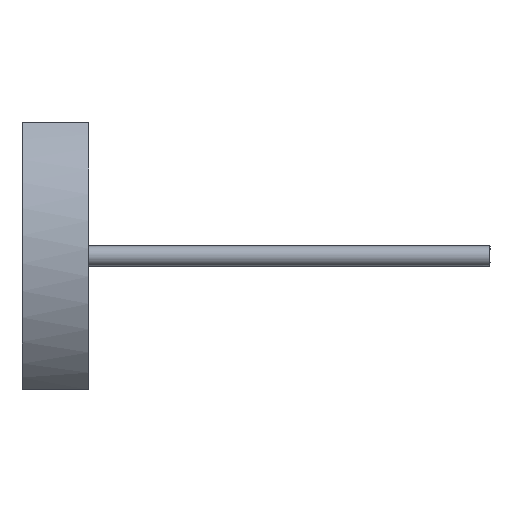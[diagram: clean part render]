
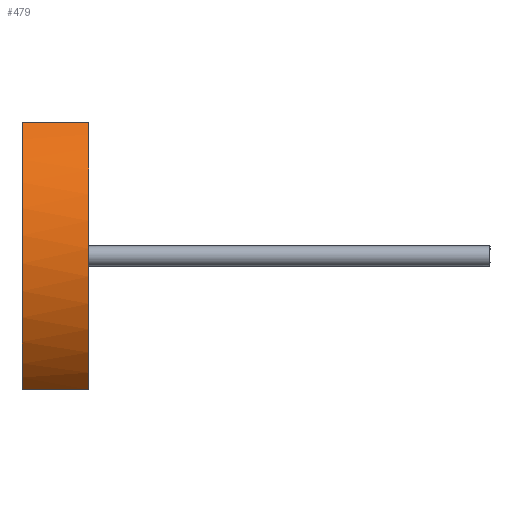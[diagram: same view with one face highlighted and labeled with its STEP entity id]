
A CAD part, left-side view. The second image highlights one B-rep face of the part: STEP entity #479.
In plain terms, the highlighted free-form (B-spline) face has degree [2, 1] with [3, 2] control points.
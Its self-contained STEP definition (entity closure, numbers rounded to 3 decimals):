
#479 = ADVANCED_FACE('',(#480),#512,.T.);
#480 = FACE_BOUND('',#481,.T.);
#481 = EDGE_LOOP('',(#482,#491,#499,#506));
#482 = ORIENTED_EDGE('',*,*,#483,.F.);
#483 = EDGE_CURVE('',#484,#486,#488,.T.);
#484 = VERTEX_POINT('',#485);
#485 = CARTESIAN_POINT('',(-2.625,-1.488,
    2.976));
#486 = VERTEX_POINT('',#487);
#487 = CARTESIAN_POINT('',(-2.625,0.,
    2.976));
#488 = B_SPLINE_CURVE_WITH_KNOTS('',1,(#489,#490),.UNSPECIFIED.,.F.,.F.,
  (2,2),(0.,1.5),.PIECEWISE_BEZIER_KNOTS.);
#489 = CARTESIAN_POINT('',(-2.625,-1.488,
    2.976));
#490 = CARTESIAN_POINT('',(-2.625,0.,2.976));
#491 = ORIENTED_EDGE('',*,*,#492,.F.);
#492 = EDGE_CURVE('',#493,#484,#495,.T.);
#493 = VERTEX_POINT('',#494);
#494 = CARTESIAN_POINT('',(-2.625,-1.488,
    -2.976));
#495 = ( BOUNDED_CURVE() B_SPLINE_CURVE(2,(#496,#497,#498),
.UNSPECIFIED.,.F.,.F.) B_SPLINE_CURVE_WITH_KNOTS((3,3),(
0.,1.696),.PIECEWISE_BEZIER_KNOTS.) CURVE() 
GEOMETRIC_REPRESENTATION_ITEM() RATIONAL_B_SPLINE_CURVE((1.,
0.661,1.)) REPRESENTATION_ITEM('') );
#496 = CARTESIAN_POINT('',(-2.625,-1.488,
    -2.976));
#497 = CARTESIAN_POINT('',(-5.999,-1.488,
    0.));
#498 = CARTESIAN_POINT('',(-2.625,-1.488,
    2.976));
#499 = ORIENTED_EDGE('',*,*,#500,.F.);
#500 = EDGE_CURVE('',#501,#493,#503,.T.);
#501 = VERTEX_POINT('',#502);
#502 = CARTESIAN_POINT('',(-2.625,0.,
    -2.976));
#503 = B_SPLINE_CURVE_WITH_KNOTS('',1,(#504,#505),.UNSPECIFIED.,.F.,.F.,
  (2,2),(0.,1.5),.PIECEWISE_BEZIER_KNOTS.);
#504 = CARTESIAN_POINT('',(-2.625,0.,-2.976));
#505 = CARTESIAN_POINT('',(-2.625,-1.488,
    -2.976));
#506 = ORIENTED_EDGE('',*,*,#507,.F.);
#507 = EDGE_CURVE('',#486,#501,#508,.T.);
#508 = ( BOUNDED_CURVE() B_SPLINE_CURVE(2,(#509,#510,#511),
.UNSPECIFIED.,.F.,.F.) B_SPLINE_CURVE_WITH_KNOTS((3,3),(
0.,1.696),.PIECEWISE_BEZIER_KNOTS.) CURVE() 
GEOMETRIC_REPRESENTATION_ITEM() RATIONAL_B_SPLINE_CURVE((1.,
0.661,1.)) REPRESENTATION_ITEM('') );
#509 = CARTESIAN_POINT('',(-2.625,0.,
    2.976));
#510 = CARTESIAN_POINT('',(-5.999,0.,
    0.));
#511 = CARTESIAN_POINT('',(-2.625,0.,
    -2.976));
#512 = ( BOUNDED_SURFACE() B_SPLINE_SURFACE(2,1,(
    (#513,#514)
    ,(#515,#516)
,(#517,#518
    )),.UNSPECIFIED.,.F.,.F.,.F.) B_SPLINE_SURFACE_WITH_KNOTS((3,3),(2,2
    ),(0.723,2.419),(0.,1.5),.PIECEWISE_BEZIER_KNOTS.) 
GEOMETRIC_REPRESENTATION_ITEM() RATIONAL_B_SPLINE_SURFACE((
    (1.,1.)
    ,(0.661,0.661)
,(1.,1.))) REPRESENTATION_ITEM('') SURFACE() );
#513 = CARTESIAN_POINT('',(-2.625,-1.488,
    2.976));
#514 = CARTESIAN_POINT('',(-2.625,0.,
    2.976));
#515 = CARTESIAN_POINT('',(-5.999,-1.488,
    0.));
#516 = CARTESIAN_POINT('',(-5.999,0.,
    0.));
#517 = CARTESIAN_POINT('',(-2.625,-1.488,
    -2.976));
#518 = CARTESIAN_POINT('',(-2.625,0.,
    -2.976));
